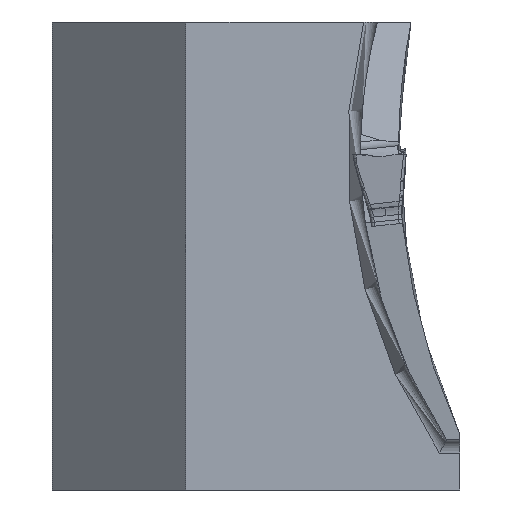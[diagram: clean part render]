
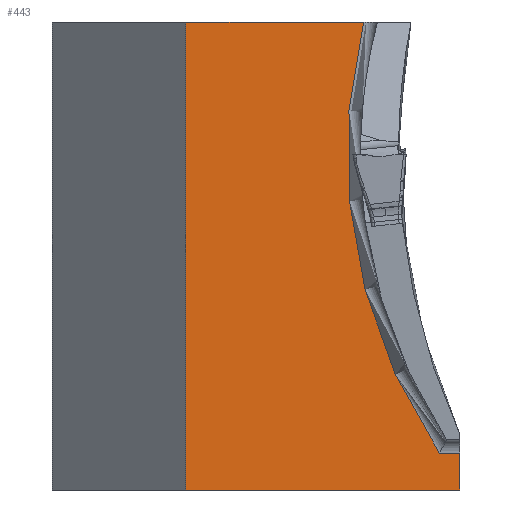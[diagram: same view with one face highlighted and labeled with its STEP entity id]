
A CAD part, left-side view. The second image highlights one B-rep face of the part: STEP entity #443.
In plain terms, the highlighted planar face has unit normal (-1, 0, 0).
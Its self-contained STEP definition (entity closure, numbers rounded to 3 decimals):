
#74=CIRCLE('',#2639,40.);
#123=PLANE('',#2640);
#185=LINE('',#13475,#278);
#190=LINE('',#13504,#283);
#200=LINE('',#13541,#293);
#216=LINE('',#13612,#309);
#217=LINE('',#13613,#310);
#278=VECTOR('',#2791,1.);
#283=VECTOR('',#2800,1.);
#293=VECTOR('',#2822,1.);
#309=VECTOR('',#2872,1.);
#310=VECTOR('',#2873,1.);
#443=ADVANCED_FACE('',(#661),#123,.F.);
#661=FACE_OUTER_BOUND('',#799,.T.);
#799=EDGE_LOOP('',(#1558,#1559,#1560,#1561,#1562,#1563));
#1558=ORIENTED_EDGE('',*,*,#2274,.F.);
#1559=ORIENTED_EDGE('',*,*,#2228,.T.);
#1560=ORIENTED_EDGE('',*,*,#2275,.F.);
#1561=ORIENTED_EDGE('',*,*,#2249,.T.);
#1562=ORIENTED_EDGE('',*,*,#2235,.T.);
#1563=ORIENTED_EDGE('',*,*,#2276,.F.);
#1849=VERTEX_POINT('',#13474);
#1850=VERTEX_POINT('',#13476);
#1855=VERTEX_POINT('',#13503);
#1856=VERTEX_POINT('',#13505);
#1867=VERTEX_POINT('',#13542);
#1882=VERTEX_POINT('',#13611);
#2228=EDGE_CURVE('',#1850,#1849,#185,.T.);
#2235=EDGE_CURVE('',#1856,#1855,#190,.T.);
#2249=EDGE_CURVE('',#1867,#1856,#200,.T.);
#2274=EDGE_CURVE('',#1850,#1882,#74,.T.);
#2275=EDGE_CURVE('',#1867,#1849,#216,.T.);
#2276=EDGE_CURVE('',#1882,#1855,#217,.T.);
#2639=AXIS2_PLACEMENT_3D('',#13610,#2870,#2871);
#2640=AXIS2_PLACEMENT_3D('',#13614,#2874,#2875);
#2791=DIRECTION('',(0.,1.,0.));
#2800=DIRECTION('',(0.,0.,1.));
#2822=DIRECTION('',(0.,-1.,0.));
#2870=DIRECTION('',(-1.,0.,0.));
#2871=DIRECTION('',(0.,0.,-1.));
#2872=DIRECTION('',(0.,0.,1.));
#2873=DIRECTION('',(0.,-1.,0.));
#2874=DIRECTION('',(1.,0.,0.));
#2875=DIRECTION('',(0.,0.,-1.));
#13474=CARTESIAN_POINT('',(26.,-35.,10.));
#13475=CARTESIAN_POINT('',(26.,-25.,10.));
#13476=CARTESIAN_POINT('',(26.,-48.298,10.));
#13503=CARTESIAN_POINT('',(26.,-55.5,-22.238));
#13504=CARTESIAN_POINT('',(26.,-55.5,-21.238));
#13505=CARTESIAN_POINT('',(26.,-55.5,-25.));
#13541=CARTESIAN_POINT('',(26.,-25.,-25.));
#13542=CARTESIAN_POINT('',(26.,-35.,-25.));
#13610=CARTESIAN_POINT('',(26.,-87.079,0.2));
#13611=CARTESIAN_POINT('',(26.,-53.965,-22.238));
#13612=CARTESIAN_POINT('',(26.,-35.,10.));
#13613=CARTESIAN_POINT('',(26.,-87.079,-22.238));
#13614=CARTESIAN_POINT('',(26.,-87.079,0.2));
